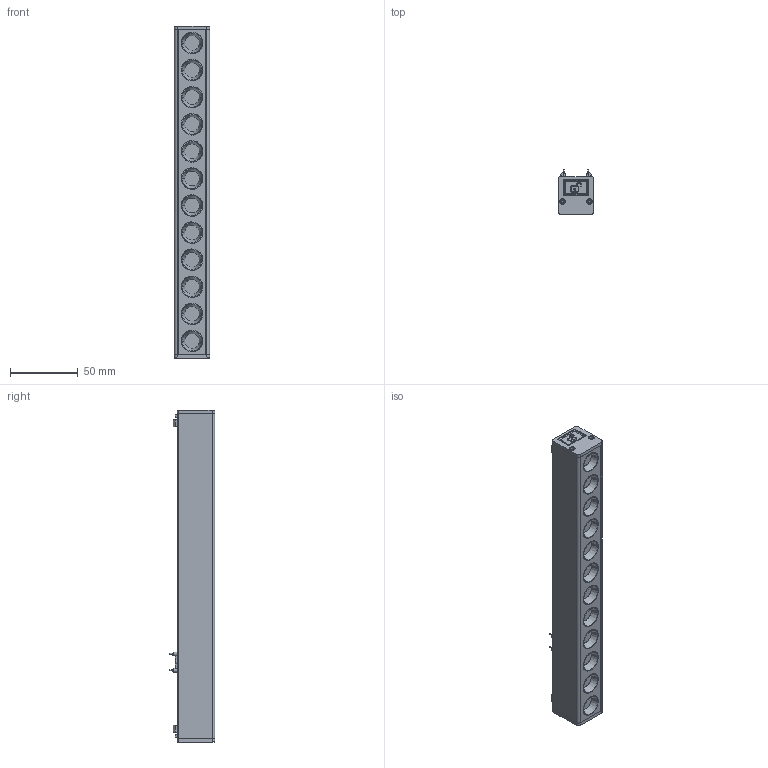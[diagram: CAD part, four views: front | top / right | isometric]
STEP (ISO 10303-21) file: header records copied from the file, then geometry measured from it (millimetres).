
FILE_DESCRIPTION (( 'STEP AP203' ), '1' );
FILE_NAME ('SU-26-12W-246 Spot light Tuya Zigbee 2color.STEP', '2023-05-22T01:44:34', ( 'ylmfeng' ), ( 'ylmfeng.com' ), 'SwSTEP 2.0', 'SolidWorks 2020', '' );
FILE_SCHEMA (( 'CONFIG_CONTROL_DESIGN' ));
Length unit declared in the file: millimetre
Products named in the file (1): SU-26-12W-246 Spot light Tuya Zigbee 2color
Bounding box: 26.17 x 33.6 x 245.1 mm (x, y, z)
Volume: 70386.8 mm3; surface area: 107366.5 mm2
Topology: 24 solids, 24 shells, 2171 faces, 5980 edges, 3932 vertices
Faces by surface type: plane 1383, cylinder 456, cone 216, torus 48, bspline 44, sphere 24
Entity records: 99013 total; most frequent: CARTESIAN_POINT 55552, ORIENTED_EDGE 11896, EDGE_CURVE 5948, B_SPLINE_CURVE_WITH_KNOTS 5920, DIRECTION 4276, VERTEX_POINT 3924, EDGE_LOOP 2434, FACE_OUTER_BOUND 2171
